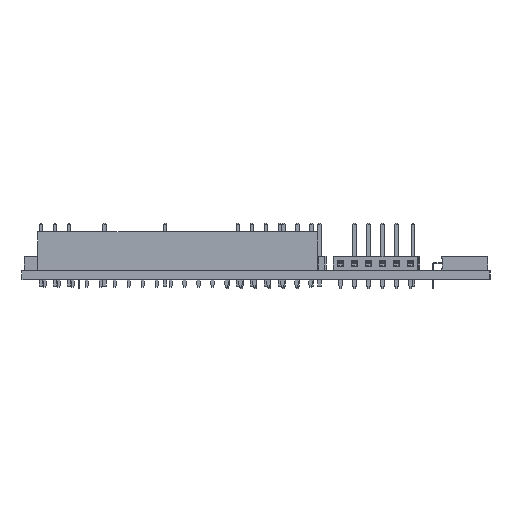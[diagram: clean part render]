
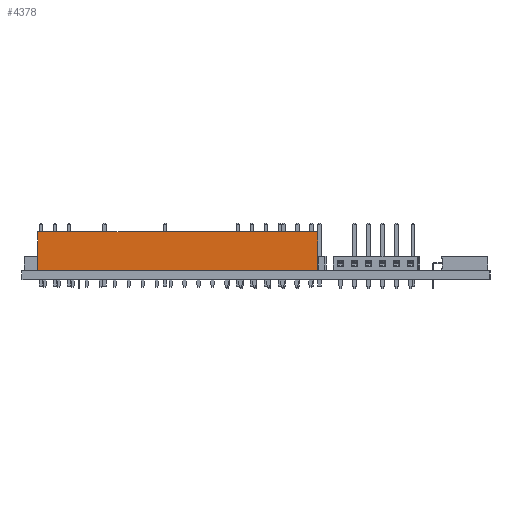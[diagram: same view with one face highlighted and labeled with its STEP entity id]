
A CAD part, left-side view. The second image highlights one B-rep face of the part: STEP entity #4378.
In plain terms, the highlighted planar face has unit normal (-1, 0, 0).
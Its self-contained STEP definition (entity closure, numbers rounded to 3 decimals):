
#155 = VERTEX_POINT('',#156);
#156 = CARTESIAN_POINT('',(-3.81,-49.53,0.));
#164 = EDGE_CURVE('',#155,#165,#167,.T.);
#165 = VERTEX_POINT('',#166);
#166 = CARTESIAN_POINT('',(-3.81,-49.53,7.));
#167 = LINE('',#168,#169);
#168 = CARTESIAN_POINT('',(-3.81,-49.53,0.));
#169 = VECTOR('',#170,1.);
#170 = DIRECTION('',(0.,0.,1.));
#227 = VERTEX_POINT('',#228);
#228 = CARTESIAN_POINT('',(-3.81,1.27,7.));
#234 = EDGE_CURVE('',#235,#227,#237,.T.);
#235 = VERTEX_POINT('',#236);
#236 = CARTESIAN_POINT('',(-3.81,1.27,0.));
#237 = LINE('',#238,#239);
#238 = CARTESIAN_POINT('',(-3.81,1.27,0.));
#239 = VECTOR('',#240,1.);
#240 = DIRECTION('',(0.,0.,1.));
#299 = EDGE_CURVE('',#227,#165,#300,.T.);
#300 = LINE('',#301,#302);
#301 = CARTESIAN_POINT('',(-3.81,1.27,7.));
#302 = VECTOR('',#303,1.);
#303 = DIRECTION('',(0.,-1.,0.));
#1681 = EDGE_CURVE('',#235,#155,#1682,.T.);
#1682 = LINE('',#1683,#1684);
#1683 = CARTESIAN_POINT('',(-3.81,1.27,0.));
#1684 = VECTOR('',#1685,1.);
#1685 = DIRECTION('',(0.,-1.,0.));
#4378 = ADVANCED_FACE('',(#4379),#4385,.F.);
#4379 = FACE_BOUND('',#4380,.F.);
#4380 = EDGE_LOOP('',(#4381,#4382,#4383,#4384));
#4381 = ORIENTED_EDGE('',*,*,#234,.T.);
#4382 = ORIENTED_EDGE('',*,*,#299,.T.);
#4383 = ORIENTED_EDGE('',*,*,#164,.F.);
#4384 = ORIENTED_EDGE('',*,*,#1681,.F.);
#4385 = PLANE('',#4386);
#4386 = AXIS2_PLACEMENT_3D('',#4387,#4388,#4389);
#4387 = CARTESIAN_POINT('',(-3.81,1.27,0.));
#4388 = DIRECTION('',(1.,0.,0.));
#4389 = DIRECTION('',(0.,-1.,0.));
